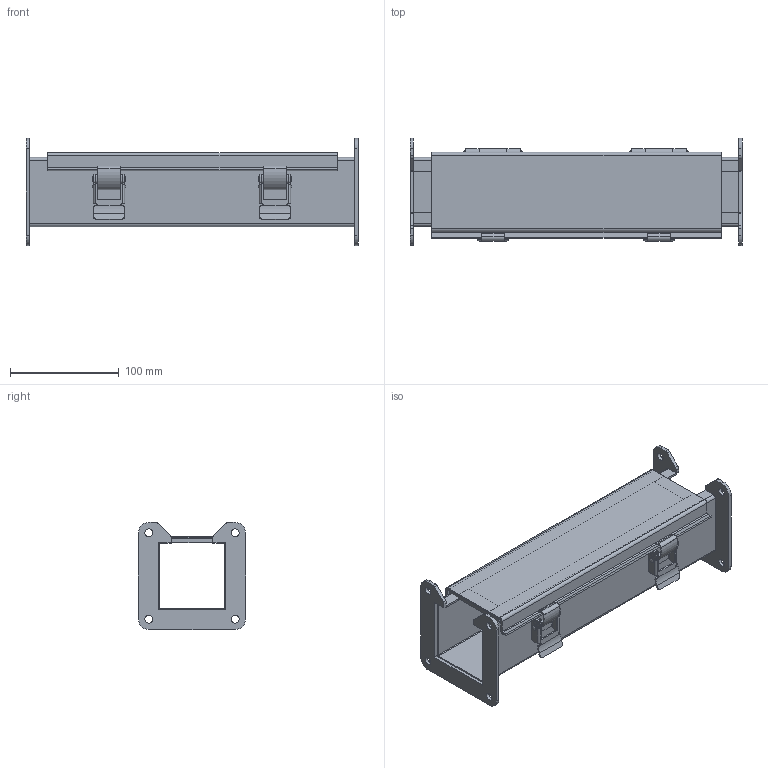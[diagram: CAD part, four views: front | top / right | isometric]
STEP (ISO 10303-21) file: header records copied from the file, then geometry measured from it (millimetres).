
FILE_DESCRIPTION (( 'STEP AP203' ), '1' );
FILE_NAME ('1485B12.step', '2020-11-19T14:26:51', ( 'ADC123' ), ( 'Microsoft' ), 'SwSTEP 2.0', 'SolidWorks 2019', '' );
FILE_SCHEMA (( 'CONFIG_CONTROL_DESIGN' ));
Length unit declared in the file: inch
Products named in the file (1): 1485B12
Bounding box: 304.8 x 98.42 x 98.42 mm (x, y, z)
Volume: 248246.1 mm3; surface area: 251777.5 mm2
Topology: 20 solids, 20 shells, 380 faces, 968 edges, 632 vertices
Faces by surface type: plane 230, cylinder 138, bspline 12
Full cylindrical faces by diameter (mm): 3.175 x4, 4.013 x4, 4.115 x4, 4.166 x4, 7.137 x8
Entity records: 11905 total; most frequent: CARTESIAN_POINT 2533, DIRECTION 1942, ORIENTED_EDGE 1872, EDGE_CURVE 936, AXIS2_PLACEMENT_3D 649, VECTOR 644, LINE 644, VERTEX_POINT 632
